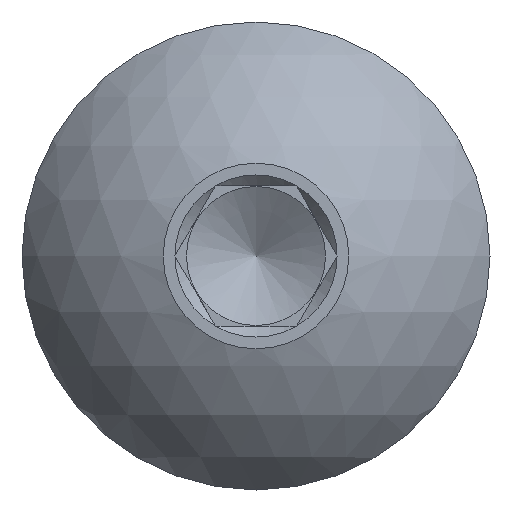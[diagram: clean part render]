
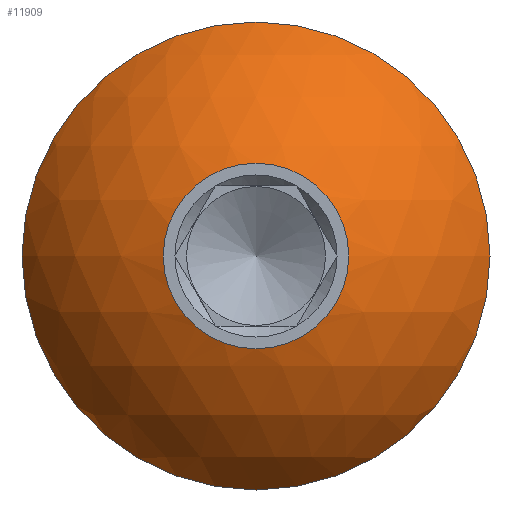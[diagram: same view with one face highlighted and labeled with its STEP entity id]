
A CAD part, front view. The second image highlights one B-rep face of the part: STEP entity #11909.
In plain terms, the highlighted spherical face has radius 5.758 mm.
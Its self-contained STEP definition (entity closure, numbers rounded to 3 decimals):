
#693 = VERTEX_POINT ( 'NONE', #3875 ) ;
#1233 = DIRECTION ( 'NONE',  ( 0., 0., -1. ) ) ;
#2593 = DIRECTION ( 'NONE',  ( 0., -1., 0. ) ) ;
#2801 = AXIS2_PLACEMENT_3D ( 'NONE', #6918, #5661, #4408 ) ;
#2903 = ORIENTED_EDGE ( 'NONE', *, *, #12067, .F. ) ;
#3039 = EDGE_LOOP ( 'NONE', ( #6472 ) ) ;
#3362 = CARTESIAN_POINT ( 'NONE',  ( 0., 5.407, 0. ) ) ;
#3875 = CARTESIAN_POINT ( 'NONE',  ( 0., 0., -1.982 ) ) ;
#4408 = DIRECTION ( 'NONE',  ( 0., 0., -1. ) ) ;
#4484 = EDGE_LOOP ( 'NONE', ( #2903 ) ) ;
#4523 = AXIS2_PLACEMENT_3D ( 'NONE', #9674, #2593, #1233 ) ;
#4731 = FACE_OUTER_BOUND ( 'NONE', #3039, .T. ) ;
#5661 = DIRECTION ( 'NONE',  ( 0., -1., 0. ) ) ;
#6020 = CIRCLE ( 'NONE', #4523, 1.982 ) ;
#6472 = ORIENTED_EDGE ( 'NONE', *, *, #14634, .T. ) ;
#6918 = CARTESIAN_POINT ( 'NONE',  ( 0., 2.55, 0. ) ) ;
#8220 = VERTEX_POINT ( 'NONE', #13431 ) ;
#9175 = DIRECTION ( 'NONE',  ( 0., 0., 1. ) ) ;
#9674 = CARTESIAN_POINT ( 'NONE',  ( 0., 0., 0. ) ) ;
#10715 = SPHERICAL_SURFACE ( 'NONE', #14703, 5.759 ) ;
#11909 = ADVANCED_FACE ( 'NONE', ( #4731, #13881 ), #10715, .T. ) ;
#11957 = CIRCLE ( 'NONE', #2801, 5. ) ;
#12067 = EDGE_CURVE ( 'NONE', #693, #693, #6020, .T. ) ;
#12909 = DIRECTION ( 'NONE',  ( 1., 0., 0. ) ) ;
#13431 = CARTESIAN_POINT ( 'NONE',  ( 0., 2.55, -5. ) ) ;
#13881 = FACE_OUTER_BOUND ( 'NONE', #4484, .T. ) ;
#14634 = EDGE_CURVE ( 'NONE', #8220, #8220, #11957, .T. ) ;
#14703 = AXIS2_PLACEMENT_3D ( 'NONE', #3362, #9175, #12909 ) ;
